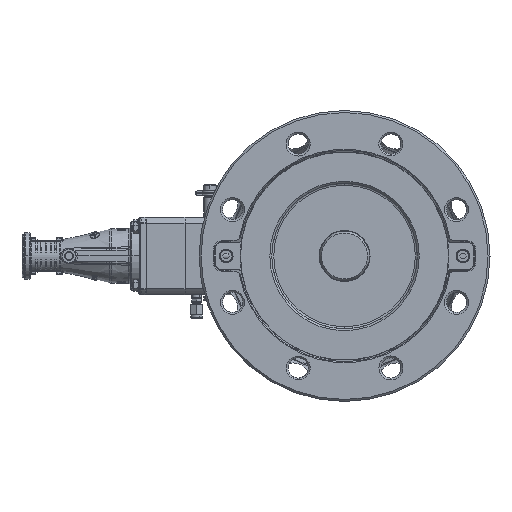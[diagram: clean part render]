
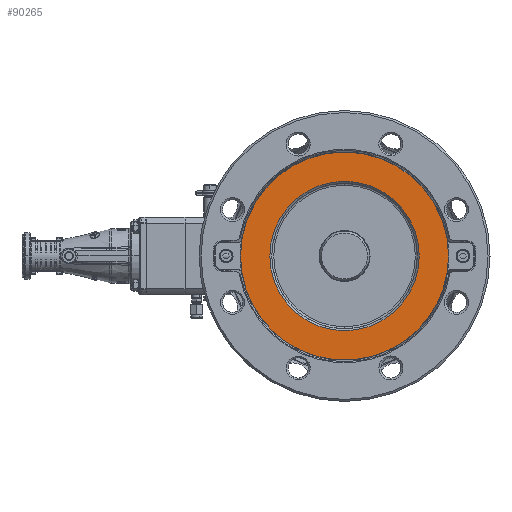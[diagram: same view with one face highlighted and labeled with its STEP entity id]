
A CAD part, left-side view. The second image highlights one B-rep face of the part: STEP entity #90265.
In plain terms, the highlighted planar face has unit normal (-1, 0, 0).
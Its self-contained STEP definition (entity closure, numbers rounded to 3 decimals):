
#1653 = EDGE_CURVE ( 'NONE', #59513, #87163, #22519, .T. ) ;
#4730 = DIRECTION ( 'NONE',  ( -1., 0., 0. ) ) ;
#7519 = CARTESIAN_POINT ( 'NONE',  ( -140.1, -24.562, 0. ) ) ;
#7531 = VERTEX_POINT ( 'NONE', #53263 ) ;
#7874 = EDGE_CURVE ( 'NONE', #58227, #7531, #46069, .T. ) ;
#12281 = CARTESIAN_POINT ( 'NONE',  ( -140.1, -131.8, 0. ) ) ;
#14898 = CARTESIAN_POINT ( 'NONE',  ( -140.1, -208.825, 0. ) ) ;
#15915 = ORIENTED_EDGE ( 'NONE', *, *, #57773, .T. ) ;
#16686 = EDGE_LOOP ( 'NONE', ( #84605, #26174, #86065, #55455 ) ) ;
#19079 = DIRECTION ( 'NONE',  ( 1., 0., 0. ) ) ;
#19370 = CIRCLE ( 'NONE', #84250, 107.238 ) ;
#19637 = DIRECTION ( 'NONE',  ( 0., 1., 0. ) ) ;
#22519 = CIRCLE ( 'NONE', #51205, 107.238 ) ;
#24315 = DIRECTION ( 'NONE',  ( 1., 0., 0. ) ) ;
#24408 = ORIENTED_EDGE ( 'NONE', *, *, #7874, .T. ) ;
#26130 = VERTEX_POINT ( 'NONE', #37333 ) ;
#26174 = ORIENTED_EDGE ( 'NONE', *, *, #74334, .F. ) ;
#26718 = PLANE ( 'NONE',  #74308 ) ;
#28166 = FACE_BOUND ( 'NONE', #64804, .T. ) ;
#31781 = CARTESIAN_POINT ( 'NONE',  ( -140.1, -119.245, -106.5 ) ) ;
#33397 = DIRECTION ( 'NONE',  ( 1., 0., 0. ) ) ;
#35488 = EDGE_CURVE ( 'NONE', #56100, #26130, #82257, .T. ) ;
#37333 = CARTESIAN_POINT ( 'NONE',  ( -140.1, -144.355, -106.5 ) ) ;
#38135 = AXIS2_PLACEMENT_3D ( 'NONE', #88252, #43900, #95712 ) ;
#38985 = AXIS2_PLACEMENT_3D ( 'NONE', #68636, #24315, #76054 ) ;
#43378 = EDGE_CURVE ( 'NONE', #56100, #59513, #19370, .T. ) ;
#43885 = CIRCLE ( 'NONE', #38985, 77.025 ) ;
#43900 = DIRECTION ( 'NONE',  ( 1., 0., 0. ) ) ;
#46069 = CIRCLE ( 'NONE', #78196, 77.025 ) ;
#50121 = FACE_OUTER_BOUND ( 'NONE', #16686, .T. ) ;
#51205 = AXIS2_PLACEMENT_3D ( 'NONE', #12281, #63928, #19637 ) ;
#52727 = CARTESIAN_POINT ( 'NONE',  ( -140.1, -239.038, 0. ) ) ;
#53263 = CARTESIAN_POINT ( 'NONE',  ( -140.1, -54.775, 0. ) ) ;
#55455 = ORIENTED_EDGE ( 'NONE', *, *, #43378, .F. ) ;
#56100 = VERTEX_POINT ( 'NONE', #31781 ) ;
#56429 = DIRECTION ( 'NONE',  ( 0., 1., 0. ) ) ;
#57773 = EDGE_CURVE ( 'NONE', #7531, #58227, #43885, .T. ) ;
#58227 = VERTEX_POINT ( 'NONE', #14898 ) ;
#59513 = VERTEX_POINT ( 'NONE', #7519 ) ;
#63344 = CARTESIAN_POINT ( 'NONE',  ( -140.1, -131.8, 0. ) ) ;
#63928 = DIRECTION ( 'NONE',  ( 1., 0., 0. ) ) ;
#64804 = EDGE_LOOP ( 'NONE', ( #15915, #24408 ) ) ;
#65820 = CIRCLE ( 'NONE', #38135, 107.238 ) ;
#68636 = CARTESIAN_POINT ( 'NONE',  ( -140.1, -131.8, 0. ) ) ;
#70794 = DIRECTION ( 'NONE',  ( 0., 1., 0. ) ) ;
#74308 = AXIS2_PLACEMENT_3D ( 'NONE', #93393, #4730, #56429 ) ;
#74334 = EDGE_CURVE ( 'NONE', #87163, #26130, #65820, .T. ) ;
#76054 = DIRECTION ( 'NONE',  ( 0., -1., 0. ) ) ;
#77749 = CARTESIAN_POINT ( 'NONE',  ( -140.1, -131.8, 0. ) ) ;
#78196 = AXIS2_PLACEMENT_3D ( 'NONE', #77749, #33397, #85222 ) ;
#79421 = CARTESIAN_POINT ( 'NONE',  ( -140.1, -104.996, -106.5 ) ) ;
#79930 = VECTOR ( 'NONE', #86843, 1000. ) ;
#82257 = LINE ( 'NONE', #79421, #79930 ) ;
#84250 = AXIS2_PLACEMENT_3D ( 'NONE', #63344, #19079, #70794 ) ;
#84605 = ORIENTED_EDGE ( 'NONE', *, *, #35488, .T. ) ;
#85222 = DIRECTION ( 'NONE',  ( 0., -1., 0. ) ) ;
#86065 = ORIENTED_EDGE ( 'NONE', *, *, #1653, .F. ) ;
#86843 = DIRECTION ( 'NONE',  ( 0., -1., 0. ) ) ;
#87163 = VERTEX_POINT ( 'NONE', #52727 ) ;
#88252 = CARTESIAN_POINT ( 'NONE',  ( -140.1, -131.8, 0. ) ) ;
#90265 = ADVANCED_FACE ( 'NONE', ( #50121, #28166 ), #26718, .T. ) ;
#93393 = CARTESIAN_POINT ( 'NONE',  ( -140.1, -131.8, 0. ) ) ;
#95712 = DIRECTION ( 'NONE',  ( 0., 1., 0. ) ) ;
